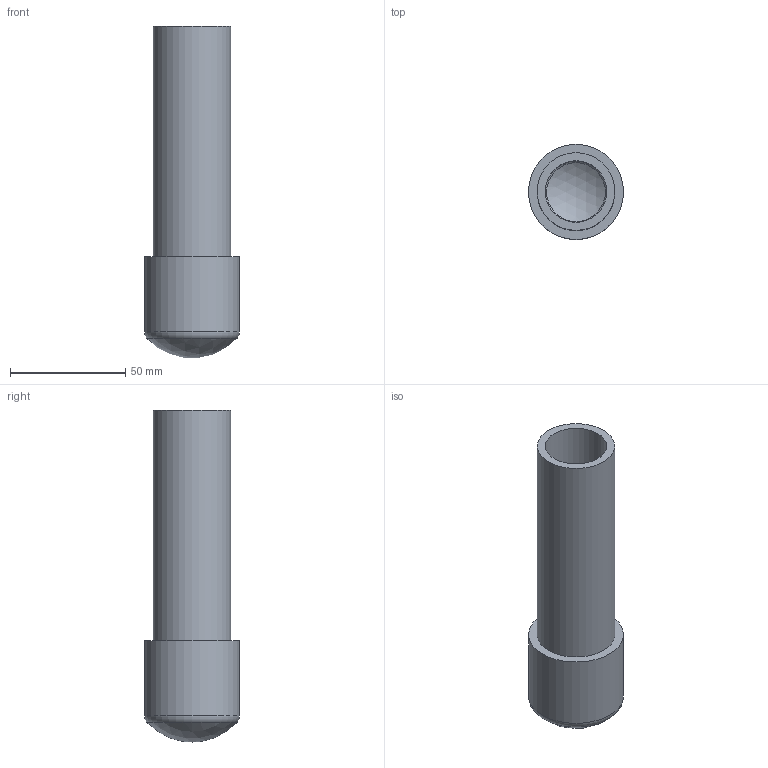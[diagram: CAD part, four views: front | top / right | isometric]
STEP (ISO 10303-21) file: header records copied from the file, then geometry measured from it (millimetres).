
FILE_DESCRIPTION(/* description */ (''),/* implementation_level */ '2;1');
FILE_NAME(/* name */ 'LeftThing.step',/* time_stamp */ '2024-01-29T13:40:00-05:00',/* author */ (''),/* organization */ (''),/* preprocessor_version */ 'ST-DEVELOPER v20',/* originating_system */ 'Autodesk Translation Framework v12.14.0.127',/* authorisation */ '');
FILE_SCHEMA (('AUTOMOTIVE_DESIGN { 1 0 10303 214 3 1 1 }'));
Length unit declared in the file: millimetre
Products named in the file (2): LeftThing; 4880K53_Standard-Wall PVC Pipe Fitting for Water
Assembly tree (1 placements, depth 2):
  LeftThing
    4880K53_Standard-Wall PVC Pipe Fitting for Water
Bounding box: 41.17 x 41.17 x 143.83 mm (x, y, z)
Volume: 55074.7 mm3; surface area: 30391.8 mm2
Topology: 2 solids, 2 shells, 13 faces, 19 edges, 12 vertices
Faces by surface type: cylinder 4, plane 4, torus 2, sphere 2, cone 1
Full cylindrical faces by diameter (mm): 26.645 x1, 31.75 x1, 33.655 x1, 41.173 x1
Entity records: 356 total; most frequent: DIRECTION 65, CARTESIAN_POINT 47, ORIENTED_EDGE 38, AXIS2_PLACEMENT_3D 30, EDGE_CURVE 19, EDGE_LOOP 17, CIRCLE 14, FACE_OUTER_BOUND 13
